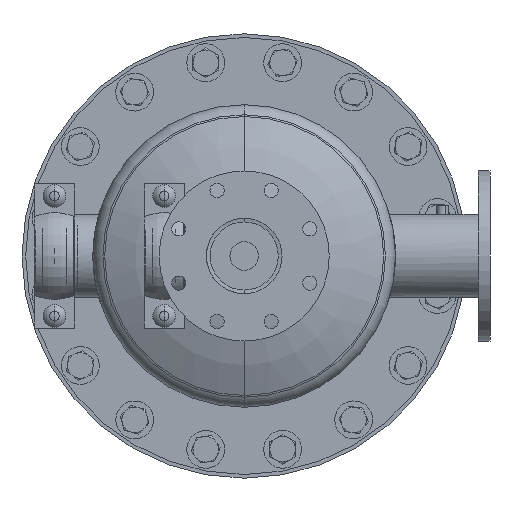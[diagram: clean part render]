
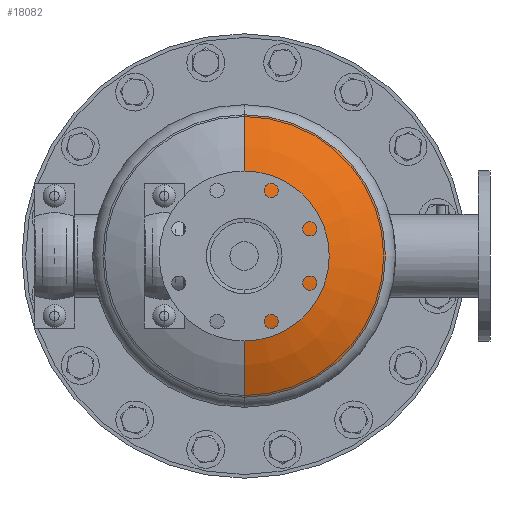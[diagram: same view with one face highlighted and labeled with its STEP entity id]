
A CAD part, front view. The second image highlights one B-rep face of the part: STEP entity #18082.
In plain terms, the highlighted toroidal (fillet/blend) face has major radius 0.008 mm and minor radius 406.4 mm.
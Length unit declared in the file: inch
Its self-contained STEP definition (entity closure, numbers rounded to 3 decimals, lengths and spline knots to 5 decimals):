
#3084 = CIRCLE ( 'NONE', #45034, 16. ) ;
#7627 = DIRECTION ( 'NONE',  ( -1., 0., 0. ) ) ;
#8553 = ORIENTED_EDGE ( 'NONE', *, *, #35655, .T. ) ;
#8751 = CARTESIAN_POINT ( 'NONE',  ( 4.73175, 55.86651, 0.00032 ) ) ;
#9154 = VERTEX_POINT ( 'NONE', #28032 ) ;
#9817 = CARTESIAN_POINT ( 'NONE',  ( 4.73175, 41.71542, 0. ) ) ;
#9928 = DIRECTION ( 'NONE',  ( 0., 0., -1. ) ) ;
#10131 = DIRECTION ( 'NONE',  ( 0., -1., 0. ) ) ;
#10925 = AXIS2_PLACEMENT_3D ( 'NONE', #14760, #7627, #26838 ) ;
#11863 = DIRECTION ( 'NONE',  ( 0., 0., -1. ) ) ;
#11992 = AXIS2_PLACEMENT_3D ( 'NONE', #9817, #10131, #41342 ) ;
#12293 = EDGE_CURVE ( 'NONE', #44590, #9154, #3084, .T. ) ;
#14760 = CARTESIAN_POINT ( 'NONE',  ( 4.73175, 55.86651, -0.00032 ) ) ;
#16255 = ORIENTED_EDGE ( 'NONE', *, *, #43277, .F. ) ;
#16916 = VERTEX_POINT ( 'NONE', #18772 ) ;
#17844 = DIRECTION ( 'NONE',  ( 0., -1., 0. ) ) ;
#18082 = ADVANCED_FACE ( 'NONE', ( #23516 ), #35201, .T. ) ;
#18772 = CARTESIAN_POINT ( 'NONE',  ( 4.73175, 40.018, -2.19685 ) ) ;
#18956 = DIRECTION ( 'NONE',  ( 1., 0., 0. ) ) ;
#19317 = AXIS2_PLACEMENT_3D ( 'NONE', #32453, #17844, #28587 ) ;
#22095 = ORIENTED_EDGE ( 'NONE', *, *, #12293, .T. ) ;
#23516 = FACE_OUTER_BOUND ( 'NONE', #38750, .T. ) ;
#23843 = CIRCLE ( 'NONE', #24407, 2.19685 ) ;
#24407 = AXIS2_PLACEMENT_3D ( 'NONE', #30891, #27616, #9928 ) ;
#25243 = ORIENTED_EDGE ( 'NONE', *, *, #30277, .F. ) ;
#26834 = VERTEX_POINT ( 'NONE', #38545 ) ;
#26838 = DIRECTION ( 'NONE',  ( 0., 0., 1. ) ) ;
#27616 = DIRECTION ( 'NONE',  ( 0., -1., 0. ) ) ;
#28032 = CARTESIAN_POINT ( 'NONE',  ( 4.73175, 40.018, 2.19685 ) ) ;
#28587 = DIRECTION ( 'NONE',  ( 0., 0., -1. ) ) ;
#30277 = EDGE_CURVE ( 'NONE', #26834, #16916, #33587, .T. ) ;
#30891 = CARTESIAN_POINT ( 'NONE',  ( 4.73175, 40.018, 0. ) ) ;
#32453 = CARTESIAN_POINT ( 'NONE',  ( 4.73175, 55.86651, 0. ) ) ;
#33587 = CIRCLE ( 'NONE', #10925, 16. ) ;
#35201 = TOROIDAL_SURFACE ( 'NONE', #19317, 0.00032, 16. ) ;
#35655 = EDGE_CURVE ( 'NONE', #26834, #44590, #43278, .T. ) ;
#36488 = CARTESIAN_POINT ( 'NONE',  ( 4.73175, 41.71542, 7.46668 ) ) ;
#38545 = CARTESIAN_POINT ( 'NONE',  ( 4.73175, 41.71542, -7.46668 ) ) ;
#38750 = EDGE_LOOP ( 'NONE', ( #8553, #22095, #16255, #25243 ) ) ;
#41342 = DIRECTION ( 'NONE',  ( 0., 0., -1. ) ) ;
#43277 = EDGE_CURVE ( 'NONE', #16916, #9154, #23843, .T. ) ;
#43278 = CIRCLE ( 'NONE', #11992, 7.46668 ) ;
#44590 = VERTEX_POINT ( 'NONE', #36488 ) ;
#45034 = AXIS2_PLACEMENT_3D ( 'NONE', #8751, #18956, #11863 ) ;
